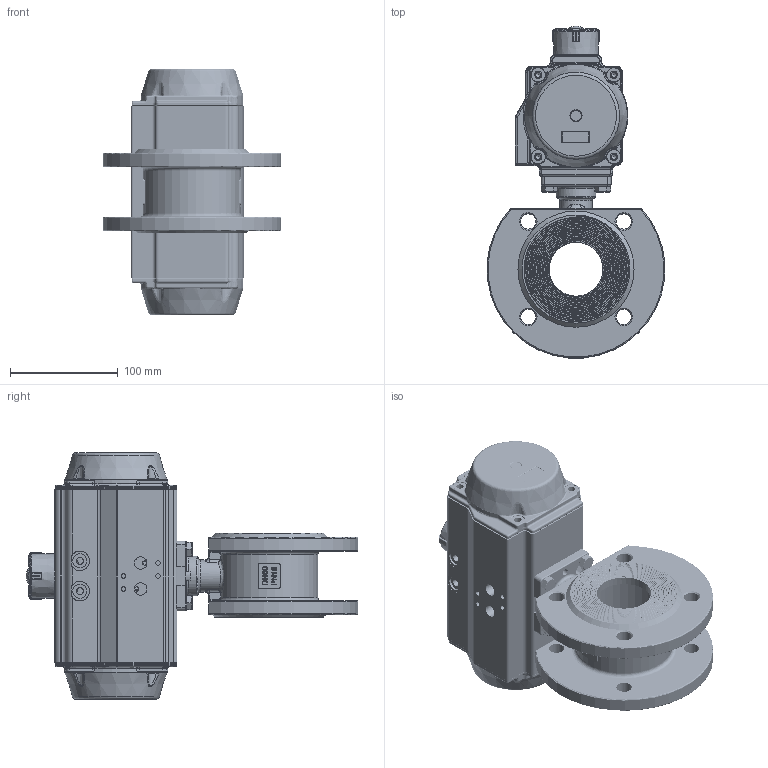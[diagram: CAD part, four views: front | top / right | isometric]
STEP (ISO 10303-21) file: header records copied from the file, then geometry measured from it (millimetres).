
FILE_DESCRIPTION(/* description */ ('Unknown'),/* implementation_level */ '2;1');
FILE_NAME(/* name */ 'PE04 0939-09',/* time_stamp */ '2025-03-20T08:48:34+01:00',/* author */ ('Unknown'),/* organization */ ('Unknown'),/* preprocessor_version */ 'ST-DEVELOPER v19.4',/* originating_system */ 'Solid Edge',/* authorisation */ 'Unknown');
FILE_SCHEMA (('AUTOMOTIVE_DESIGN {1 0 10303 214 3 1 1}'));
Products named in the file (18): PE04 0939-09; 939-09_(8M.460.050); Body; Stem; Cap; Nut Stopper; Small hex thin nuts-Fine pitch thread GB_GB_FASTENER_NUT_SSFNTT B M20
X1.0-N; DIN 933 M8x22 A2-70 BLK_EDST; PD05_PE04; VTE85____; Optische Anzeige; ______; ________(___________; cup head nib bolts with large head gb_GB_FASTENER_BOLT_CHNBW M6X25-N; huosai85; zhou85; vt85-2016-06-25  _______MIR; vt85-2016-06-25
Assembly tree (24 placements, depth 4):
  PE04 0939-09
    939-09_(8M.460.050)
      Body
      Stem
      Cap
      Nut Stopper
      Small hex thin nuts-Fine pitch thread GB_GB_FASTENER_NUT_SSFNTT B M20
X1.0-N
    DIN 933 M8x22 A2-70 BLK_EDST  x4
    PD05_PE04
      VTE85____
      Optische Anzeige
        ______
        ________(___________  x4
        cup head nib bolts with large head gb_GB_FASTENER_BOLT_CHNBW M6X25-N
      huosai85  x2
      zhou85
      vt85-2016-06-25  _______MIR
      vt85-2016-06-25
Bounding box: 164.71 x 307.5 x 228 mm (x, y, z)
Volume: 1700348 mm3; surface area: 464818.2 mm2
Topology: 22 solids, 22 shells, 3430 faces, 8541 edges, 5279 vertices
Faces by surface type: plane 1030, cylinder 817, bspline 788, torus 529, cone 253, sphere 13
Full cylindrical faces by diameter (mm): 3 x16, 3.3 x8, 4 x2, 4.134 x8, 4.66 x1, 4.917 x13, 5 x1, 6 x7, 6.2 x1, 6.647 x6, 8 x4, 11.445 x2, 12 x2, 13 x14, 13.4 x1, 14.2 x8, 16.2 x1, 16.5 x1, 18 x3, 18.1 x1, 18.7 x1, 18.917 x1, 20 x7, 22.5 x1, 22.7 x1, 23 x12, 23.5 x1, 26 x1, 27 x1, 30 x1
Entity records: 135378 total; most frequent: CARTESIAN_POINT 76847, ORIENTED_EDGE 12834, DIRECTION 10469, EDGE_CURVE 6417, VERTEX_POINT 4169, AXIS2_PLACEMENT_3D 4100, FACE_BOUND 3242, EDGE_LOOP 3230
